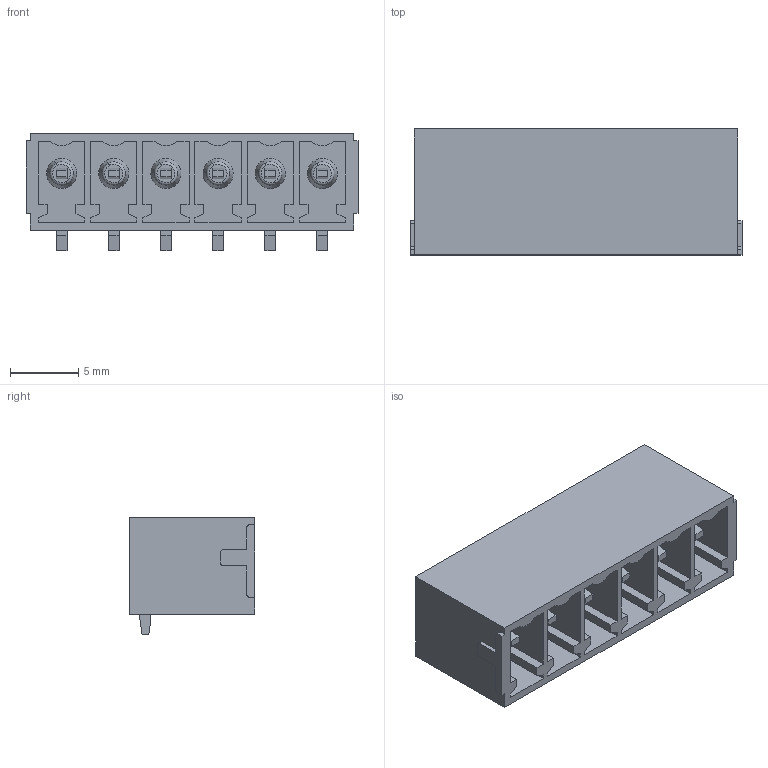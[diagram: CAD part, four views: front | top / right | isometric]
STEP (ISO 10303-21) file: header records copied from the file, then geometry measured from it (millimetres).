
FILE_DESCRIPTION(('CATIA V5 STEP Exchange','CAx-IF Rec.Pracs.--- Model Styling and Organization---1.2---2011-12-15'),'2;1');
FILE_NAME ('D1447383_0_1036870000_1036870000.stp','2018-10-12T08:35:07+00:00',('none'),('Weidmueller'),'CATIA Version 5-6 Release 2014','CATIA V5 STEP AP214','none');
FILE_SCHEMA(('AUTOMOTIVE_DESIGN { 1 0 10303 214 1 1 1 1 }'));
Length unit declared in the file: millimetre
Products named in the file (1): 1036870000
Bounding box: 24.25 x 9.2 x 8.6 mm (x, y, z)
Volume: 670 mm3; surface area: 2271.1 mm2
Topology: 7 solids, 7 shells, 418 faces, 1176 edges, 784 vertices
Faces by surface type: plane 374, cylinder 20, cone 12, torus 12
Entity records: 12107 total; most frequent: ORIENTED_EDGE 2352, CARTESIAN_POINT 2151, DIRECTION 1556, EDGE_CURVE 1176, VECTOR 1088, LINE 1088, VERTEX_POINT 784, EDGE_LOOP 442
